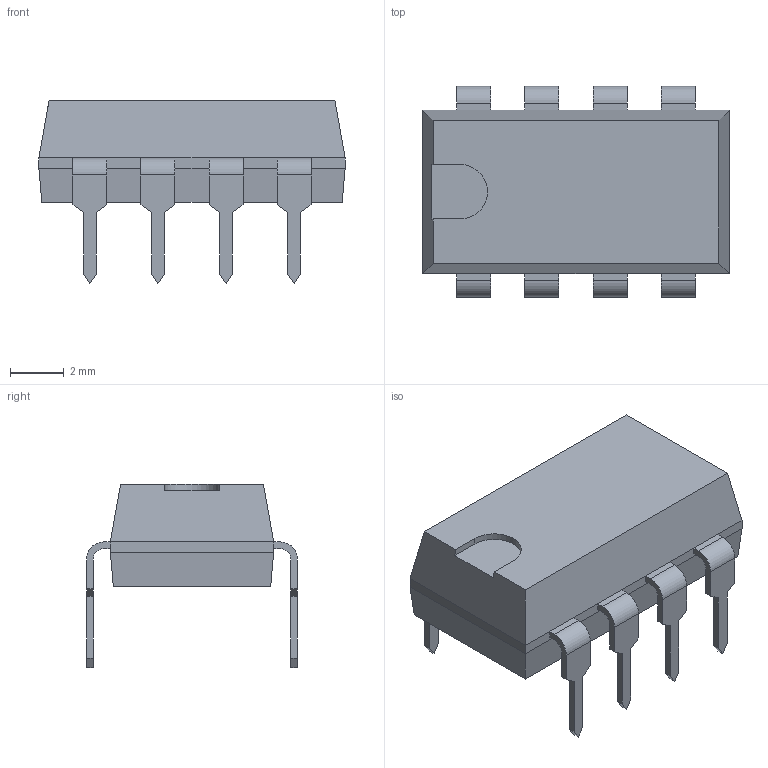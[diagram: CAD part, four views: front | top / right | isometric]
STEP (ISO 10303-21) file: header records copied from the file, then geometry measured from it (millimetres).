
FILE_DESCRIPTION(/* description */ (''),/* implementation_level */ '2;1');
FILE_NAME(/* name */ 'DIP-08.step',/* time_stamp */ '2019-10-29T16:52:07-05:00',/* author */ (''),/* organization */ (''),/* preprocessor_version */ 'ST-DEVELOPER v18',/* originating_system */ 'Autodesk Translation Framework v8.9.1.1155',/* authorisation */ '');
FILE_SCHEMA (('AUTOMOTIVE_DESIGN { 1 0 10303 214 3 1 1 }'));
Length unit declared in the file: inch
Products named in the file (1): DIP-08
Bounding box: 11.43 x 7.87 x 6.86 mm (x, y, z)
Volume: 256.5 mm3; surface area: 340.1 mm2
Topology: 1 solids, 1 shells, 130 faces, 360 edges, 232 vertices
Faces by surface type: plane 113, cylinder 17
Entity records: 4133 total; most frequent: CARTESIAN_POINT 723, ORIENTED_EDGE 720, DIRECTION 656, EDGE_CURVE 360, LINE 326, VECTOR 326, VERTEX_POINT 232, AXIS2_PLACEMENT_3D 165
